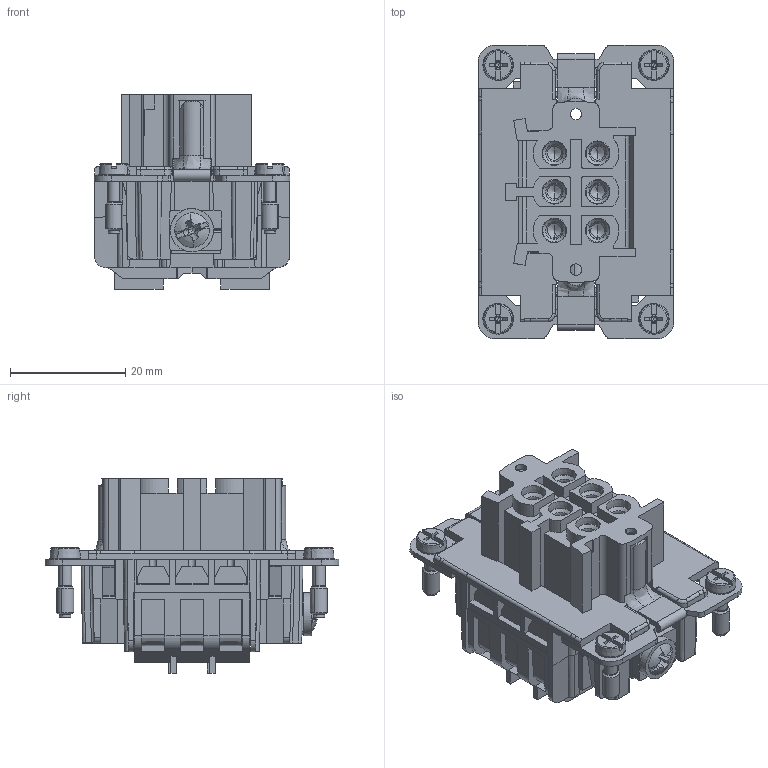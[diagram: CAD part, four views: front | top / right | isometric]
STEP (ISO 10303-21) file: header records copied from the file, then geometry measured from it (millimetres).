
FILE_DESCRIPTION(('CATIA V5 STEP Exchange','CAx-IF Rec.Pracs.--- Model Styling and Organization---1.5--- 2016-08-15','CAx-IF Rec.Pracs.---Supplemental Geometry---1.0---2011-11-01','CAx-IF Rec.Pracs.--- Composite Materials ---1.1---2010-07-15'),'2;1');
FILE_NAME ('1968681-3_0', '2025-04-28T05:22:35+00:00', ('none'), ('Weidmueller'), 'CATIA Version 5-6 Release 2022 SP4 HF5', 'CATIA V5 STEP AP214 v3', 'none');
FILE_SCHEMA(('AUTOMOTIVE_DESIGN { 1 0 10303 214 1 1 1 1 }'));
Products named in the file (1): 3001190000
Bounding box: 34 x 51 x 33.75 mm (x, y, z)
Volume: 21852.8 mm3; surface area: 16838.9 mm2
Topology: 1 solids, 11 shells, 1612 faces, 4484 edges, 2904 vertices
Faces by surface type: plane 946, cylinder 343, cone 189, torus 76, bspline 24, extrusion 22, revolution 8, sphere 4
Entity records: 52550 total; most frequent: CARTESIAN_POINT 13762, ORIENTED_EDGE 8922, DIRECTION 6453, EDGE_CURVE 4461, VECTOR 3128, LINE 3106, VERTEX_POINT 2904, AXIS2_PLACEMENT_3D 2109
